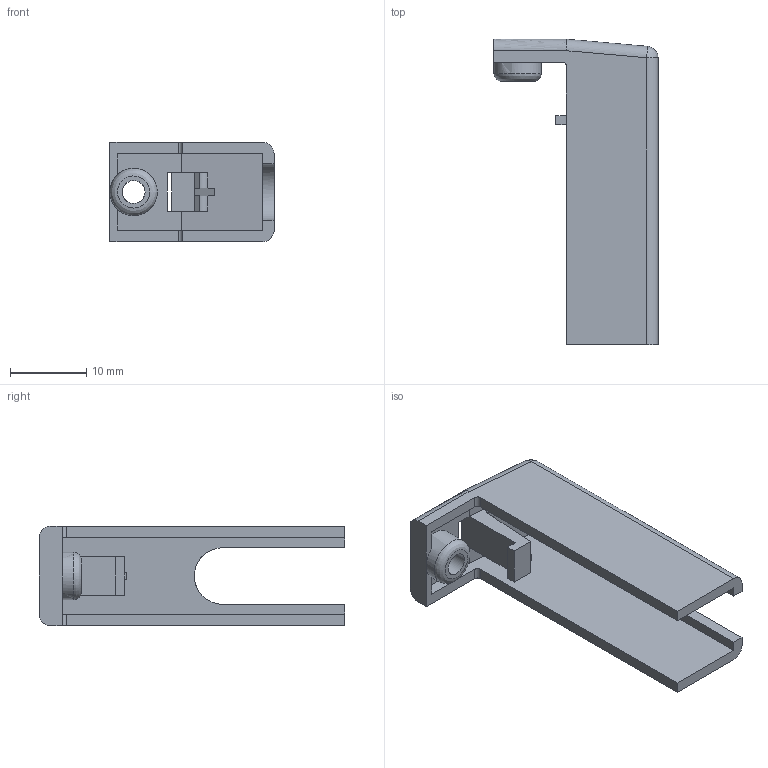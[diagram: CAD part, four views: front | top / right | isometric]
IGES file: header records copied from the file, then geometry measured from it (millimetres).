
Global section: file name: OTS40T1.igs; preprocessor: I-DEAS 3D IGES Translator 15; date: 20150413.085108; units: millimetre
Bounding box: 21.5 x 40 x 13 mm (x, y, z)
Volume: 2304.7 mm3; surface area: 3395.7 mm2
Topology: 1 solids, 1 shells, 52 faces, 144 edges, 90 vertices
Faces by surface type: bspline 52
